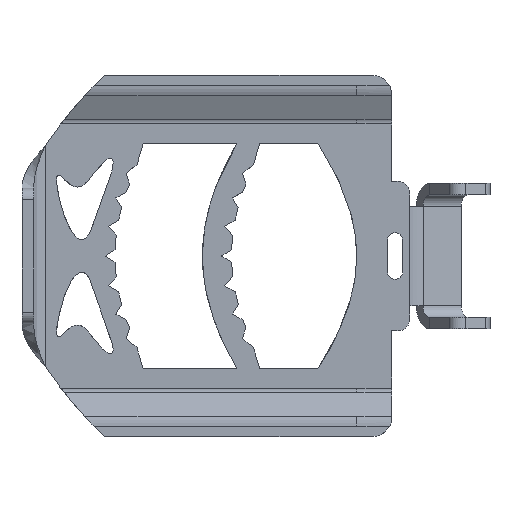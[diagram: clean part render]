
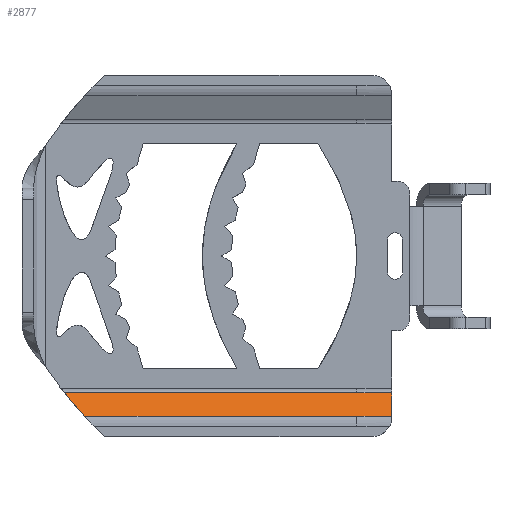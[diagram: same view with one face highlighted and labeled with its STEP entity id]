
A CAD part, top view. The second image highlights one B-rep face of the part: STEP entity #2877.
In plain terms, the highlighted planar face has unit normal (0, 0.423, 0.906).
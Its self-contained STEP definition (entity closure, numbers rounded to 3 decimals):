
#219=PLANE('',#3088);
#369=FACE_OUTER_BOUND('',#547,.T.);
#547=EDGE_LOOP('',(#2605,#2606,#2607,#2608,#2609,#2610));
#783=LINE('',#6357,#1028);
#788=LINE('',#6368,#1033);
#823=LINE('',#6830,#1068);
#824=LINE('',#6833,#1069);
#825=LINE('',#6834,#1070);
#1028=VECTOR('',#3569,10.);
#1033=VECTOR('',#3580,10.);
#1068=VECTOR('',#3689,10.);
#1069=VECTOR('',#3692,10.);
#1070=VECTOR('',#3693,10.);
#1164=B_SPLINE_CURVE_WITH_KNOTS('',3,(#6713,#6714,#6715,#6716),
 .UNSPECIFIED.,.F.,.F.,(4,4),(0.062,0.906),
 .UNSPECIFIED.);
#1389=VERTEX_POINT('',#6354);
#1390=VERTEX_POINT('',#6356);
#1393=VERTEX_POINT('',#6366);
#1421=VERTEX_POINT('',#6603);
#1426=VERTEX_POINT('',#6712);
#1434=VERTEX_POINT('',#6832);
#1762=EDGE_CURVE('',#1390,#1389,#783,.T.);
#1768=EDGE_CURVE('',#1393,#1389,#788,.T.);
#1818=EDGE_CURVE('',#1426,#1421,#1164,.T.);
#1841=EDGE_CURVE('',#1421,#1390,#823,.T.);
#1842=EDGE_CURVE('',#1434,#1426,#824,.T.);
#1843=EDGE_CURVE('',#1434,#1393,#825,.T.);
#2605=ORIENTED_EDGE('',*,*,#1842,.T.);
#2606=ORIENTED_EDGE('',*,*,#1818,.T.);
#2607=ORIENTED_EDGE('',*,*,#1841,.T.);
#2608=ORIENTED_EDGE('',*,*,#1762,.T.);
#2609=ORIENTED_EDGE('',*,*,#1768,.F.);
#2610=ORIENTED_EDGE('',*,*,#1843,.F.);
#2877=ADVANCED_FACE('',(#369),#219,.T.);
#3088=AXIS2_PLACEMENT_3D('',#6831,#3690,#3691);
#3569=DIRECTION('',(1.,0.,0.));
#3580=DIRECTION('',(0.,-0.906,0.423));
#3689=DIRECTION('',(1.,0.,0.));
#3690=DIRECTION('center_axis',(0.,0.423,
0.906));
#3691=DIRECTION('ref_axis',(1.,0.,0.));
#3692=DIRECTION('',(-1.,0.,0.));
#3693=DIRECTION('',(1.,0.,0.));
#6354=CARTESIAN_POINT('',(255.428,-40.332,6.1));
#6356=CARTESIAN_POINT('',(246.428,-40.332,6.1));
#6357=CARTESIAN_POINT('',(246.428,-40.332,6.1));
#6366=CARTESIAN_POINT('',(255.428,-34.288,3.281));
#6368=CARTESIAN_POINT('',(255.428,-16.877,-4.838));
#6603=CARTESIAN_POINT('',(176.383,-40.332,6.1));
#6712=CARTESIAN_POINT('',(171.181,-34.288,3.281));
#6713=CARTESIAN_POINT('Ctrl Pts',(171.181,-34.288,3.281));
#6714=CARTESIAN_POINT('Ctrl Pts',(172.836,-36.353,4.244));
#6715=CARTESIAN_POINT('Ctrl Pts',(174.58,-38.371,5.185));
#6716=CARTESIAN_POINT('Ctrl Pts',(176.383,-40.332,6.1));
#6830=CARTESIAN_POINT('',(156.428,-40.332,6.1));
#6831=CARTESIAN_POINT('Origin',(203.928,-1.765,-11.885));
#6832=CARTESIAN_POINT('',(246.428,-34.288,3.281));
#6833=CARTESIAN_POINT('',(203.928,-34.288,3.281));
#6834=CARTESIAN_POINT('',(246.428,-34.288,3.281));
